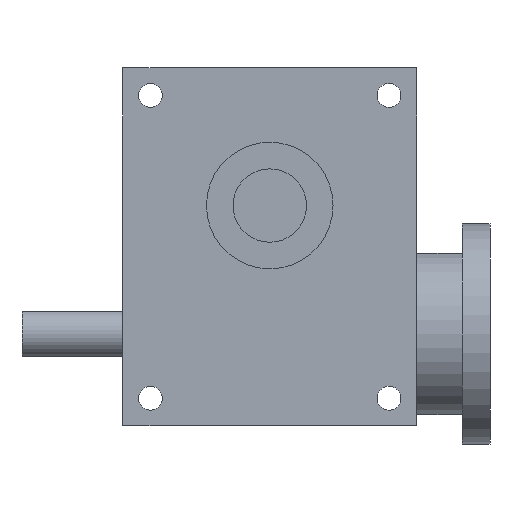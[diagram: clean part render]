
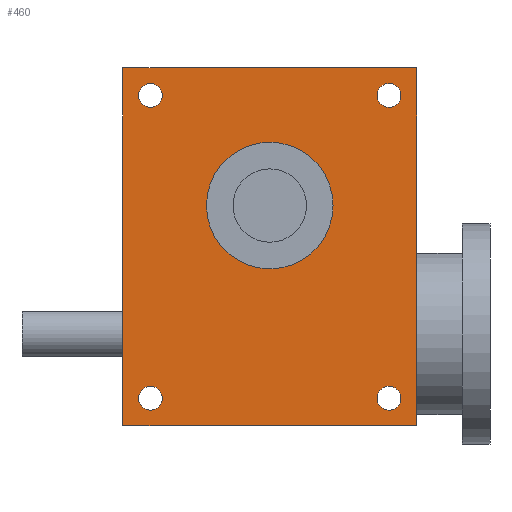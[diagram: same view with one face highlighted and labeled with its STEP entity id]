
A CAD part, front view. The second image highlights one B-rep face of the part: STEP entity #460.
In plain terms, the highlighted planar face has unit normal (0, -1, 0).
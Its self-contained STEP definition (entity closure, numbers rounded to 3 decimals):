
#460 = ADVANCED_FACE( '', ( #964, #965, #966, #967, #968, #969 ), #970, .F. );
#964 = FACE_BOUND( '', #1515, .T. );
#965 = FACE_BOUND( '', #1516, .T. );
#966 = FACE_BOUND( '', #1517, .T. );
#967 = FACE_BOUND( '', #1518, .T. );
#968 = FACE_BOUND( '', #1519, .T. );
#969 = FACE_OUTER_BOUND( '', #1520, .T. );
#970 = PLANE( '', #1521 );
#1515 = EDGE_LOOP( '', ( #2566 ) );
#1516 = EDGE_LOOP( '', ( #2567 ) );
#1517 = EDGE_LOOP( '', ( #2568 ) );
#1518 = EDGE_LOOP( '', ( #2569 ) );
#1519 = EDGE_LOOP( '', ( #2570 ) );
#1520 = EDGE_LOOP( '', ( #2571, #2572, #2573, #2574 ) );
#1521 = AXIS2_PLACEMENT_3D( '', #2575, #2576, #2577 );
#2566 = ORIENTED_EDGE( '', *, *, #3295, .T. );
#2567 = ORIENTED_EDGE( '', *, *, #3339, .T. );
#2568 = ORIENTED_EDGE( '', *, *, #3237, .T. );
#2569 = ORIENTED_EDGE( '', *, *, #3374, .T. );
#2570 = ORIENTED_EDGE( '', *, *, #3411, .T. );
#2571 = ORIENTED_EDGE( '', *, *, #3304, .T. );
#2572 = ORIENTED_EDGE( '', *, *, #3412, .F. );
#2573 = ORIENTED_EDGE( '', *, *, #3275, .F. );
#2574 = ORIENTED_EDGE( '', *, *, #3079, .T. );
#2575 = CARTESIAN_POINT( '', ( -80., -60., 97.5 ) );
#2576 = DIRECTION( '', ( 0., 1., 0. ) );
#2577 = DIRECTION( '', ( 0., 0., 1. ) );
#3079 = EDGE_CURVE( '', #3639, #3637, #3640, .T. );
#3237 = EDGE_CURVE( '', #3903, #3903, #3904, .T. );
#3275 = EDGE_CURVE( '', #3639, #3959, #3960, .T. );
#3295 = EDGE_CURVE( '', #3986, #3986, #3987, .T. );
#3304 = EDGE_CURVE( '', #3637, #3997, #3999, .T. );
#3339 = EDGE_CURVE( '', #4045, #4045, #4046, .T. );
#3374 = EDGE_CURVE( '', #4094, #4094, #4095, .T. );
#3411 = EDGE_CURVE( '', #4140, #4140, #4141, .T. );
#3412 = EDGE_CURVE( '', #3959, #3997, #4142, .T. );
#3637 = VERTEX_POINT( '', #4418 );
#3639 = VERTEX_POINT( '', #4421 );
#3640 = LINE( '', #4422, #4423 );
#3903 = VERTEX_POINT( '', #4776 );
#3904 = CIRCLE( '', #4777, 6.5 );
#3959 = VERTEX_POINT( '', #4879 );
#3960 = LINE( '', #4880, #4881 );
#3986 = VERTEX_POINT( '', #4917 );
#3987 = CIRCLE( '', #4918, 6.5 );
#3997 = VERTEX_POINT( '', #4963 );
#3999 = LINE( '', #4966, #4967 );
#4045 = VERTEX_POINT( '', #5029 );
#4046 = CIRCLE( '', #5030, 6.5 );
#4094 = VERTEX_POINT( '', #5090 );
#4095 = CIRCLE( '', #5091, 6.5 );
#4140 = VERTEX_POINT( '', #5150 );
#4141 = CIRCLE( '', #5151, 34.5 );
#4142 = LINE( '', #5152, #5153 );
#4418 = CARTESIAN_POINT( '', ( -80., -60., -97.5 ) );
#4421 = CARTESIAN_POINT( '', ( -80., -60., 97.5 ) );
#4422 = CARTESIAN_POINT( '', ( -80., -60., 97.5 ) );
#4423 = VECTOR( '', #5375, 1000. );
#4776 = CARTESIAN_POINT( '', ( -58.5, -60., -82.5 ) );
#4777 = AXIS2_PLACEMENT_3D( '', #5586, #5587, #5588 );
#4879 = CARTESIAN_POINT( '', ( 80., -60., 97.5 ) );
#4880 = CARTESIAN_POINT( '', ( -80., -60., 97.5 ) );
#4881 = VECTOR( '', #5633, 1000. );
#4917 = CARTESIAN_POINT( '', ( 71.5, -60., 82.5 ) );
#4918 = AXIS2_PLACEMENT_3D( '', #5650, #5651, #5652 );
#4963 = CARTESIAN_POINT( '', ( 80., -60., -97.5 ) );
#4966 = CARTESIAN_POINT( '', ( -80., -60., -97.5 ) );
#4967 = VECTOR( '', #5659, 1000. );
#5029 = CARTESIAN_POINT( '', ( -58.5, -60., 82.5 ) );
#5030 = AXIS2_PLACEMENT_3D( '', #5697, #5698, #5699 );
#5090 = CARTESIAN_POINT( '', ( 71.5, -60., -82.5 ) );
#5091 = AXIS2_PLACEMENT_3D( '', #5736, #5737, #5738 );
#5150 = CARTESIAN_POINT( '', ( 34.5, -60., 22.5 ) );
#5151 = AXIS2_PLACEMENT_3D( '', #5771, #5772, #5773 );
#5152 = CARTESIAN_POINT( '', ( 80., -60., 97.5 ) );
#5153 = VECTOR( '', #5774, 1000. );
#5375 = DIRECTION( '', ( 0., 0., -1. ) );
#5586 = CARTESIAN_POINT( '', ( -65., -60., -82.5 ) );
#5587 = DIRECTION( '', ( 0., 1., 0. ) );
#5588 = DIRECTION( '', ( 1., 0., 0. ) );
#5633 = DIRECTION( '', ( 1., 0., 0. ) );
#5650 = CARTESIAN_POINT( '', ( 65., -60., 82.5 ) );
#5651 = DIRECTION( '', ( 0., 1., 0. ) );
#5652 = DIRECTION( '', ( 1., 0., 0. ) );
#5659 = DIRECTION( '', ( 1., 0., 0. ) );
#5697 = CARTESIAN_POINT( '', ( -65., -60., 82.5 ) );
#5698 = DIRECTION( '', ( 0., 1., 0. ) );
#5699 = DIRECTION( '', ( 1., 0., 0. ) );
#5736 = CARTESIAN_POINT( '', ( 65., -60., -82.5 ) );
#5737 = DIRECTION( '', ( 0., 1., 0. ) );
#5738 = DIRECTION( '', ( 1., 0., 0. ) );
#5771 = CARTESIAN_POINT( '', ( 0., -60., 22.5 ) );
#5772 = DIRECTION( '', ( 0., 1., 0. ) );
#5773 = DIRECTION( '', ( 1., 0., 0. ) );
#5774 = DIRECTION( '', ( 0., 0., -1. ) );
